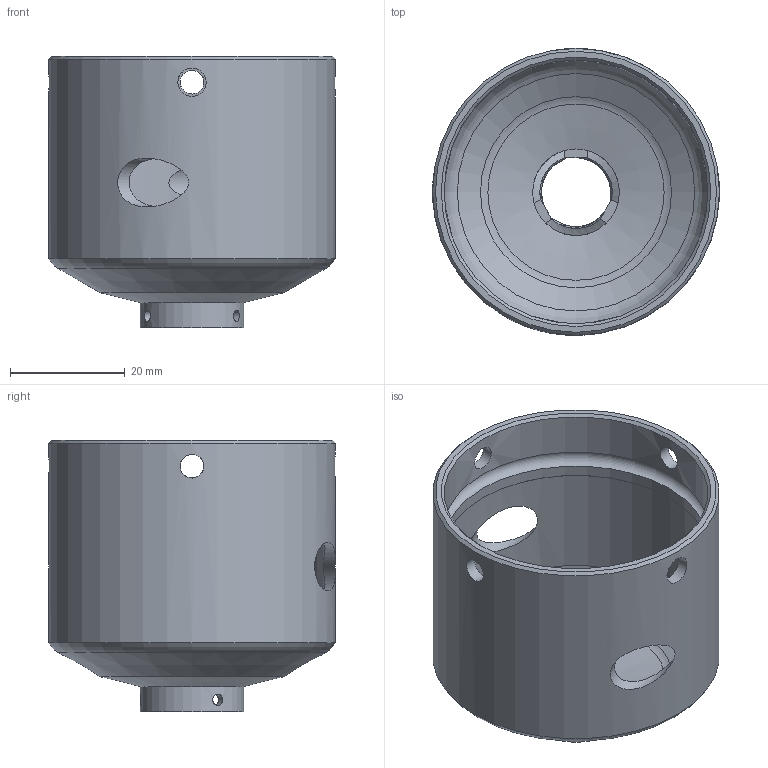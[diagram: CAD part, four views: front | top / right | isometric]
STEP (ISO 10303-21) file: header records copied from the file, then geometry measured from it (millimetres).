
FILE_DESCRIPTION(('FreeCAD Model'),'2;1');
FILE_NAME('Open CASCADE Shape Model','2025-08-15T15:39:49',(''),(''), 'Open CASCADE STEP processor 7.8','FreeCAD','Unknown');
FILE_SCHEMA(('AUTOMOTIVE_DESIGN { 1 0 10303 214 1 1 1 1 }'));
Length unit declared in the file: millimetre
Products named in the file (2):  
; SOLID001
Assembly tree (1 placements, depth 2):
   

    SOLID001
Bounding box: 50 x 50 x 47.3 mm (x, y, z)
Volume: 12576.7 mm3; surface area: 15258.8 mm2
Topology: 1 solids, 1 shells, 48 faces, 124 edges, 77 vertices
Faces by surface type: cylinder 17, bspline 15, plane 6, cone 6, torus 4
Full cylindrical faces by diameter (mm): 2.013 x3, 4.134 x3, 4.917 x1, 8.5 x2, 18 x1, 46 x2, 46.4 x1, 50 x1
Entity records: 4223 total; most frequent: CARTESIAN_POINT 3170, ORIENTED_EDGE 248, DIRECTION 138, EDGE_CURVE 124, B_SPLINE_CURVE_WITH_KNOTS 81, VERTEX_POINT 77, FACE_BOUND 67, EDGE_LOOP 67
